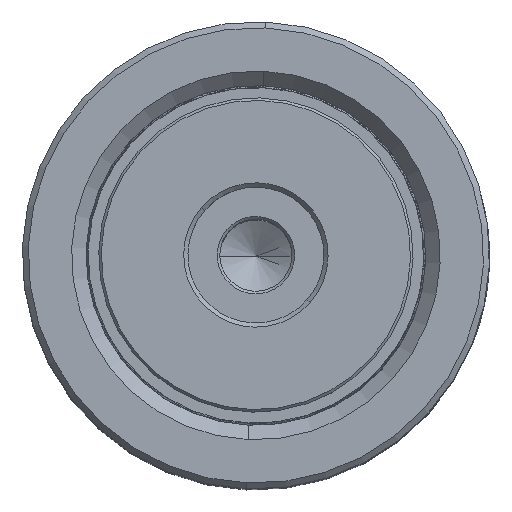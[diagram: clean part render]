
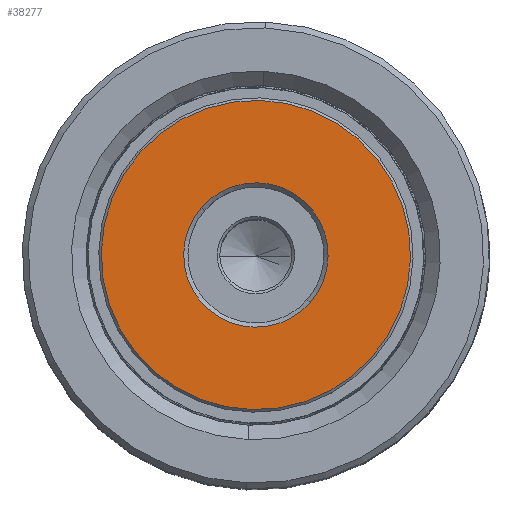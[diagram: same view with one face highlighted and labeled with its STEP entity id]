
A CAD part, top view. The second image highlights one B-rep face of the part: STEP entity #38277.
In plain terms, the highlighted face is planar.
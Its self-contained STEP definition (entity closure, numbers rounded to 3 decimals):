
#2603 = DIRECTION ( 'NONE',  ( 1., 0., 0. ) ) ;
#2624 = DIRECTION ( 'NONE',  ( 1., 0., 0. ) ) ;
#6113 = CIRCLE ( 'NONE', #53168, 8.5 ) ;
#6605 = EDGE_CURVE ( 'NONE', #13528, #31533, #28508, .T. ) ;
#12739 = DIRECTION ( 'NONE',  ( 0., 0., 1. ) ) ;
#13465 = AXIS2_PLACEMENT_3D ( 'NONE', #25138, #43318, #2603 ) ;
#13528 = VERTEX_POINT ( 'NONE', #44363 ) ;
#13969 = AXIS2_PLACEMENT_3D ( 'NONE', #55230, #46317, #27914 ) ;
#14272 = AXIS2_PLACEMENT_3D ( 'NONE', #16217, #44152, #2624 ) ;
#16217 = CARTESIAN_POINT ( 'NONE',  ( 0., 0., 0. ) ) ;
#21352 = DIRECTION ( 'NONE',  ( 0., 0., -1. ) ) ;
#21607 = ORIENTED_EDGE ( 'NONE', *, *, #6605, .T. ) ;
#24205 = ORIENTED_EDGE ( 'NONE', *, *, #54788, .T. ) ;
#25138 = CARTESIAN_POINT ( 'NONE',  ( 0., 0., 0. ) ) ;
#26064 = VERTEX_POINT ( 'NONE', #56246 ) ;
#26685 = EDGE_LOOP ( 'NONE', ( #55094, #35975 ) ) ;
#27914 = DIRECTION ( 'NONE',  ( 1., 0., 0. ) ) ;
#28116 = PLANE ( 'NONE',  #13969 ) ;
#28508 = CIRCLE ( 'NONE', #31633, 18.2 ) ;
#30863 = FACE_OUTER_BOUND ( 'NONE', #34300, .T. ) ;
#31533 = VERTEX_POINT ( 'NONE', #44474 ) ;
#31633 = AXIS2_PLACEMENT_3D ( 'NONE', #44011, #21352, #58145 ) ;
#32527 = CIRCLE ( 'NONE', #14272, 18.2 ) ;
#34300 = EDGE_LOOP ( 'NONE', ( #21607, #24205 ) ) ;
#35975 = ORIENTED_EDGE ( 'NONE', *, *, #54274, .T. ) ;
#38277 = ADVANCED_FACE ( 'NONE', ( #30863, #38793 ), #28116, .F. ) ;
#38793 = FACE_BOUND ( 'NONE', #26685, .T. ) ;
#40196 = EDGE_CURVE ( 'NONE', #50718, #26064, #6113, .T. ) ;
#42631 = CIRCLE ( 'NONE', #13465, 8.5 ) ;
#43318 = DIRECTION ( 'NONE',  ( 0., 0., 1. ) ) ;
#44011 = CARTESIAN_POINT ( 'NONE',  ( 0., 0., 0. ) ) ;
#44152 = DIRECTION ( 'NONE',  ( 0., 0., -1. ) ) ;
#44363 = CARTESIAN_POINT ( 'NONE',  ( 18.2, 0., 0. ) ) ;
#44474 = CARTESIAN_POINT ( 'NONE',  ( -18.2, 0., 0. ) ) ;
#45127 = DIRECTION ( 'NONE',  ( 1., 0., 0. ) ) ;
#46317 = DIRECTION ( 'NONE',  ( 0., 0., 1. ) ) ;
#50718 = VERTEX_POINT ( 'NONE', #56108 ) ;
#53168 = AXIS2_PLACEMENT_3D ( 'NONE', #54243, #12739, #45127 ) ;
#54243 = CARTESIAN_POINT ( 'NONE',  ( 0., 0., 0. ) ) ;
#54274 = EDGE_CURVE ( 'NONE', #26064, #50718, #42631, .T. ) ;
#54788 = EDGE_CURVE ( 'NONE', #31533, #13528, #32527, .T. ) ;
#55094 = ORIENTED_EDGE ( 'NONE', *, *, #40196, .T. ) ;
#55230 = CARTESIAN_POINT ( 'NONE',  ( 0., 0., 0. ) ) ;
#56108 = CARTESIAN_POINT ( 'NONE',  ( -8.5, 0., 0. ) ) ;
#56246 = CARTESIAN_POINT ( 'NONE',  ( 8.5, 0., 0. ) ) ;
#58145 = DIRECTION ( 'NONE',  ( 1., 0., 0. ) ) ;
